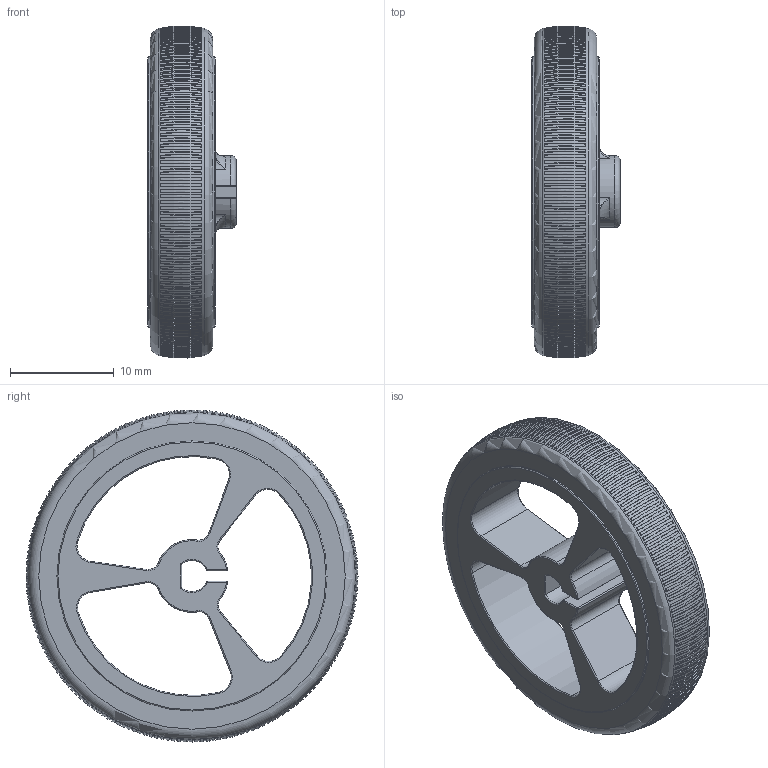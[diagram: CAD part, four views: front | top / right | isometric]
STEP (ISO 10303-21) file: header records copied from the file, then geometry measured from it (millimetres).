
FILE_DESCRIPTION(/* description */ (''),/* implementation_level */ '2;1');
FILE_NAME(/* name */ 'Pololu-Wheel-32x7mm.stp',/* time_stamp */ '2021-03-27T16:22:58-03:00',/* author */ ('Gianluca'),/* organization */ (''),/* preprocessor_version */ 'ST-DEVELOPER v17',/* originating_system */ 'Autodesk Inventor 2019',/* authorisation */ '');
FILE_SCHEMA (('AUTOMOTIVE_DESIGN { 1 0 10303 214 3 1 1 }'));
Length unit declared in the file: millimetre
Products named in the file (1): Pololu-Wheel-32x7mm
Bounding box: 8.5 x 31.96 x 31.96 mm (x, y, z)
Volume: 2886.3 mm3; surface area: 3961.1 mm2
Topology: 2 solids, 2 shells, 1023 faces, 2458 edges, 1611 vertices
Faces by surface type: plane 738, bspline 196, cylinder 45, torus 40, sphere 4
Full cylindrical faces by diameter (mm): 26 x4, 28.4 x2
Entity records: 32080 total; most frequent: CARTESIAN_POINT 9539, ORIENTED_EDGE 4900, DIRECTION 4267, EDGE_CURVE 2450, AXIS2_PLACEMENT_3D 1736, VERTEX_POINT 1611, EDGE_LOOP 1211, FACE_OUTER_BOUND 1023
